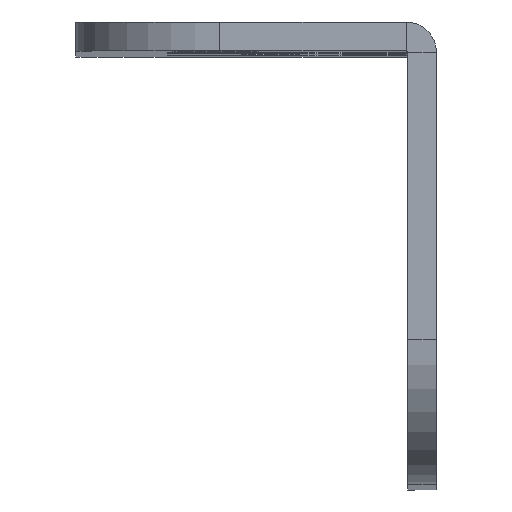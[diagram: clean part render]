
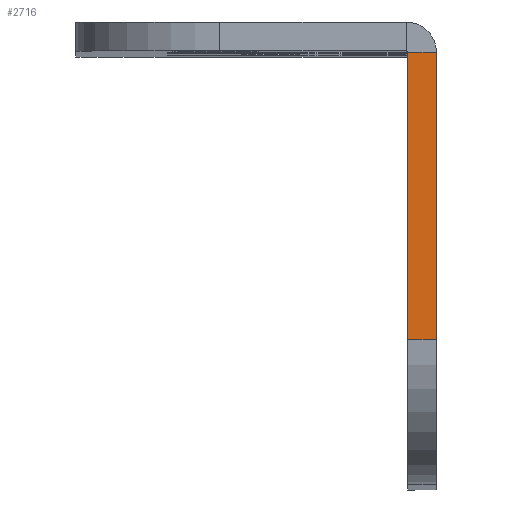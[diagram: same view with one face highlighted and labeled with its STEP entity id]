
A CAD part, top view. The second image highlights one B-rep face of the part: STEP entity #2716.
In plain terms, the highlighted planar face has unit normal (0, 0, 1).
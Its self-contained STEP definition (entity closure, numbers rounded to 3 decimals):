
#139 = EDGE_LOOP ( 'NONE', ( #1831, #1746, #162, #500 ) ) ;
#162 = ORIENTED_EDGE ( 'NONE', *, *, #855, .T. ) ;
#243 = CARTESIAN_POINT ( 'NONE',  ( 12.5, -2.1, 127. ) ) ;
#329 = CARTESIAN_POINT ( 'NONE',  ( 12.5, -22., 127. ) ) ;
#408 = CARTESIAN_POINT ( 'NONE',  ( 12.5, -22., 127. ) ) ;
#412 = PLANE ( 'NONE',  #1001 ) ;
#500 = ORIENTED_EDGE ( 'NONE', *, *, #1414, .F. ) ;
#567 = VECTOR ( 'NONE', #789, 1000. ) ;
#759 = LINE ( 'NONE', #2669, #567 ) ;
#789 = DIRECTION ( 'NONE',  ( 0., 1., 0. ) ) ;
#855 = EDGE_CURVE ( 'NONE', #2137, #2326, #2705, .T. ) ;
#865 = DIRECTION ( 'NONE',  ( 1., 0., 0. ) ) ;
#889 = DIRECTION ( 'NONE',  ( 1., 0., 0. ) ) ;
#1001 = AXIS2_PLACEMENT_3D ( 'NONE', #1792, #1544, #1357 ) ;
#1266 = VECTOR ( 'NONE', #889, 1000. ) ;
#1319 = EDGE_CURVE ( 'NONE', #1910, #2137, #1571, .T. ) ;
#1331 = DIRECTION ( 'NONE',  ( 0., 1., 0. ) ) ;
#1357 = DIRECTION ( 'NONE',  ( 1., 0., 0. ) ) ;
#1414 = EDGE_CURVE ( 'NONE', #1574, #2326, #2960, .T. ) ;
#1544 = DIRECTION ( 'NONE',  ( 0., 0., 1. ) ) ;
#1571 = LINE ( 'NONE', #408, #1266 ) ;
#1574 = VERTEX_POINT ( 'NONE', #2330 ) ;
#1575 = CARTESIAN_POINT ( 'NONE',  ( 12.5, -2., 127. ) ) ;
#1746 = ORIENTED_EDGE ( 'NONE', *, *, #1319, .T. ) ;
#1792 = CARTESIAN_POINT ( 'NONE',  ( 12.5, -2., 127. ) ) ;
#1831 = ORIENTED_EDGE ( 'NONE', *, *, #2851, .F. ) ;
#1910 = VERTEX_POINT ( 'NONE', #2782 ) ;
#2137 = VERTEX_POINT ( 'NONE', #329 ) ;
#2149 = VECTOR ( 'NONE', #865, 1000. ) ;
#2326 = VERTEX_POINT ( 'NONE', #243 ) ;
#2330 = CARTESIAN_POINT ( 'NONE',  ( 10.5, -2.1, 127. ) ) ;
#2563 = VECTOR ( 'NONE', #1331, 1000. ) ;
#2669 = CARTESIAN_POINT ( 'NONE',  ( 10.5, 0., 127. ) ) ;
#2705 = LINE ( 'NONE', #1575, #2563 ) ;
#2716 = ADVANCED_FACE ( 'NONE', ( #2745 ), #412, .T. ) ;
#2745 = FACE_OUTER_BOUND ( 'NONE', #139, .T. ) ;
#2782 = CARTESIAN_POINT ( 'NONE',  ( 10.5, -22., 127. ) ) ;
#2851 = EDGE_CURVE ( 'NONE', #1910, #1574, #759, .T. ) ;
#2960 = LINE ( 'NONE', #2974, #2149 ) ;
#2974 = CARTESIAN_POINT ( 'NONE',  ( 10.5, -2.1, 127. ) ) ;
